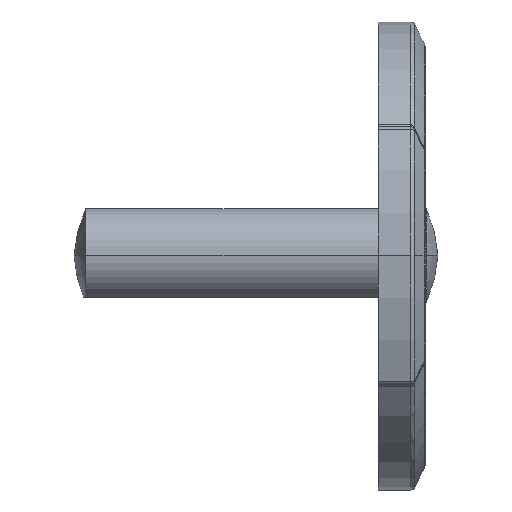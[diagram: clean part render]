
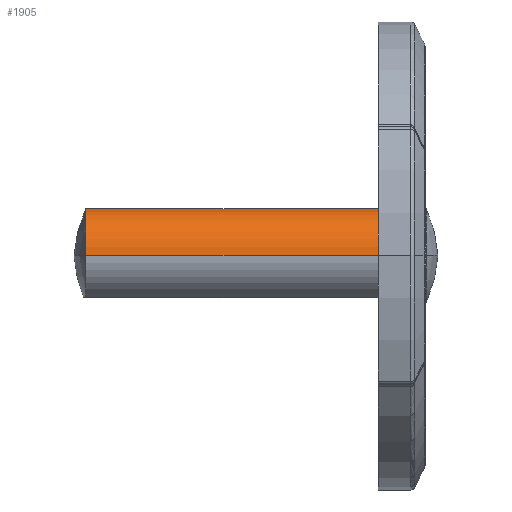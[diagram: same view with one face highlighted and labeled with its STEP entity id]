
A CAD part, top view. The second image highlights one B-rep face of the part: STEP entity #1905.
In plain terms, the highlighted cylindrical face has radius 2 mm (diameter 4 mm), a partial arc.
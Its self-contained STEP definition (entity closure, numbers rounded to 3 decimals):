
#82 = VECTOR ( 'NONE', #2754, 1000. ) ;
#217 = CYLINDRICAL_SURFACE ( 'NONE', #1447, 2. ) ;
#253 = CARTESIAN_POINT ( 'NONE',  ( 0., 0., 9.5 ) ) ;
#472 = ORIENTED_EDGE ( 'NONE', *, *, #2942, .F. ) ;
#497 = AXIS2_PLACEMENT_3D ( 'NONE', #2339, #2098, #1138 ) ;
#581 = VERTEX_POINT ( 'NONE', #253 ) ;
#598 = LINE ( 'NONE', #3003, #82 ) ;
#646 = CARTESIAN_POINT ( 'NONE',  ( 2.05, 0., 13.5 ) ) ;
#760 = CIRCLE ( 'NONE', #1157, 2. ) ;
#1132 = CIRCLE ( 'NONE', #497, 2. ) ;
#1138 = DIRECTION ( 'NONE',  ( 0., 0., -1. ) ) ;
#1157 = AXIS2_PLACEMENT_3D ( 'NONE', #1415, #1173, #2800 ) ;
#1167 = CARTESIAN_POINT ( 'NONE',  ( -12.5, 0., 13.5 ) ) ;
#1173 = DIRECTION ( 'NONE',  ( -1., 0., 0. ) ) ;
#1215 = VERTEX_POINT ( 'NONE', #2259 ) ;
#1415 = CARTESIAN_POINT ( 'NONE',  ( -12.5, 0., 11.5 ) ) ;
#1447 = AXIS2_PLACEMENT_3D ( 'NONE', #2534, #2762, #1629 ) ;
#1629 = DIRECTION ( 'NONE',  ( 0., 0., 1. ) ) ;
#1811 = EDGE_LOOP ( 'NONE', ( #2164, #2150, #2561, #472 ) ) ;
#1887 = EDGE_CURVE ( 'NONE', #581, #1947, #1132, .T. ) ;
#1905 = ADVANCED_FACE ( 'NONE', ( #2310 ), #217, .T. ) ;
#1947 = VERTEX_POINT ( 'NONE', #2324 ) ;
#1976 = VERTEX_POINT ( 'NONE', #1167 ) ;
#2026 = DIRECTION ( 'NONE',  ( -1., 0., 0. ) ) ;
#2098 = DIRECTION ( 'NONE',  ( 1., 0., 0. ) ) ;
#2150 = ORIENTED_EDGE ( 'NONE', *, *, #2172, .T. ) ;
#2164 = ORIENTED_EDGE ( 'NONE', *, *, #1887, .F. ) ;
#2172 = EDGE_CURVE ( 'NONE', #581, #1215, #598, .T. ) ;
#2259 = CARTESIAN_POINT ( 'NONE',  ( -12.5, 0., 9.5 ) ) ;
#2310 = FACE_OUTER_BOUND ( 'NONE', #1811, .T. ) ;
#2324 = CARTESIAN_POINT ( 'NONE',  ( 0., 0., 13.5 ) ) ;
#2339 = CARTESIAN_POINT ( 'NONE',  ( 0., 0., 11.5 ) ) ;
#2534 = CARTESIAN_POINT ( 'NONE',  ( 2.05, 0., 11.5 ) ) ;
#2561 = ORIENTED_EDGE ( 'NONE', *, *, #2771, .F. ) ;
#2700 = VECTOR ( 'NONE', #2026, 1000. ) ;
#2732 = LINE ( 'NONE', #646, #2700 ) ;
#2754 = DIRECTION ( 'NONE',  ( -1., 0., 0. ) ) ;
#2762 = DIRECTION ( 'NONE',  ( -1., 0., 0. ) ) ;
#2771 = EDGE_CURVE ( 'NONE', #1976, #1215, #760, .T. ) ;
#2800 = DIRECTION ( 'NONE',  ( 0., 0., 1. ) ) ;
#2942 = EDGE_CURVE ( 'NONE', #1947, #1976, #2732, .T. ) ;
#3003 = CARTESIAN_POINT ( 'NONE',  ( 2.05, 0., 9.5 ) ) ;
